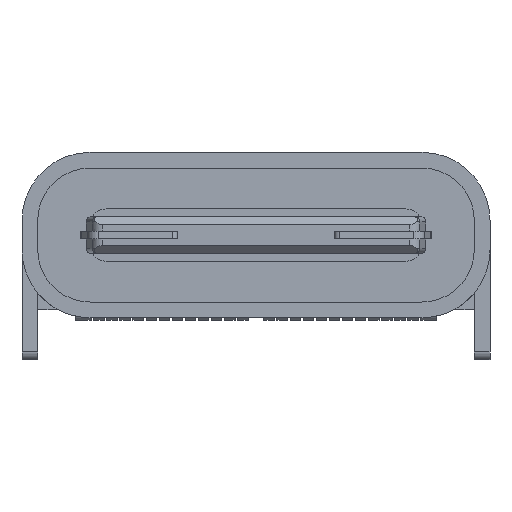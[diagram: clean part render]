
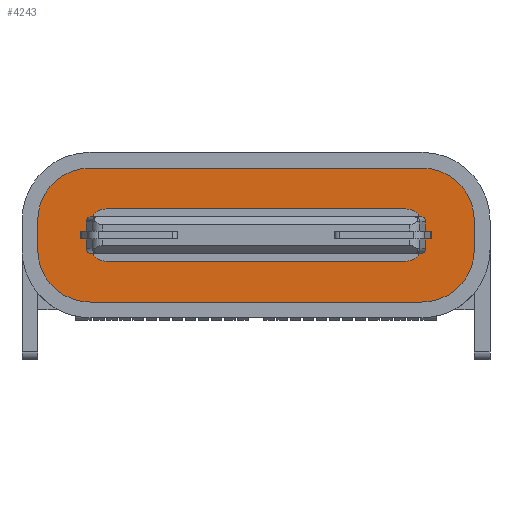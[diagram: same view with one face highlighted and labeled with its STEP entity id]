
A CAD part, front view. The second image highlights one B-rep face of the part: STEP entity #4243.
In plain terms, the highlighted planar face has unit normal (0, -1, 0).
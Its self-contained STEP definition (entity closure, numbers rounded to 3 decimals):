
#2405 = VERTEX_POINT('',#2406);
#2406 = CARTESIAN_POINT('',(3.17,0.5,0.4));
#2412 = EDGE_CURVE('',#2405,#2413,#2415,.T.);
#2413 = VERTEX_POINT('',#2414);
#2414 = CARTESIAN_POINT('',(-3.17,0.5,0.4));
#2415 = LINE('',#2416,#2417);
#2416 = CARTESIAN_POINT('',(3.17,0.5,0.4));
#2417 = VECTOR('',#2418,1.);
#2418 = DIRECTION('',(-1.,0.,0.));
#2524 = EDGE_CURVE('',#2525,#2527,#2529,.T.);
#2525 = VERTEX_POINT('',#2526);
#2526 = CARTESIAN_POINT('',(-3.17,0.5,2.96));
#2527 = VERTEX_POINT('',#2528);
#2528 = CARTESIAN_POINT('',(3.17,0.5,2.96));
#2529 = LINE('',#2530,#2531);
#2530 = CARTESIAN_POINT('',(-3.17,0.5,2.96));
#2531 = VECTOR('',#2532,1.);
#2532 = DIRECTION('',(1.,0.,0.));
#4225 = VERTEX_POINT('',#4226);
#4226 = CARTESIAN_POINT('',(-4.17,0.5,1.4));
#4232 = EDGE_CURVE('',#4225,#2413,#4233,.T.);
#4233 = CIRCLE('',#4234,1.);
#4234 = AXIS2_PLACEMENT_3D('',#4235,#4236,#4237);
#4235 = CARTESIAN_POINT('',(-3.17,0.5,1.4));
#4236 = DIRECTION('',(0.,-1.,0.));
#4237 = DIRECTION('',(0.,0.,1.));
#4243 = ADVANCED_FACE('',(#4244,#4314),#4358,.F.);
#4244 = FACE_BOUND('',#4245,.T.);
#4245 = EDGE_LOOP('',(#4246,#4257,#4265,#4274,#4282,#4291,#4299,#4308));
#4246 = ORIENTED_EDGE('',*,*,#4247,.F.);
#4247 = EDGE_CURVE('',#4248,#4250,#4252,.T.);
#4248 = VERTEX_POINT('',#4249);
#4249 = CARTESIAN_POINT('',(-3.165,0.5,1.48));
#4250 = VERTEX_POINT('',#4251);
#4251 = CARTESIAN_POINT('',(-2.865,0.5,1.18));
#4252 = CIRCLE('',#4253,0.3);
#4253 = AXIS2_PLACEMENT_3D('',#4254,#4255,#4256);
#4254 = CARTESIAN_POINT('',(-2.865,0.5,1.48));
#4255 = DIRECTION('',(0.,-1.,0.));
#4256 = DIRECTION('',(0.,0.,1.));
#4257 = ORIENTED_EDGE('',*,*,#4258,.F.);
#4258 = EDGE_CURVE('',#4259,#4248,#4261,.T.);
#4259 = VERTEX_POINT('',#4260);
#4260 = CARTESIAN_POINT('',(-3.165,0.5,1.88));
#4261 = LINE('',#4262,#4263);
#4262 = CARTESIAN_POINT('',(-3.165,0.5,1.88));
#4263 = VECTOR('',#4264,1.);
#4264 = DIRECTION('',(-0.,0.,-1.));
#4265 = ORIENTED_EDGE('',*,*,#4266,.F.);
#4266 = EDGE_CURVE('',#4267,#4259,#4269,.T.);
#4267 = VERTEX_POINT('',#4268);
#4268 = CARTESIAN_POINT('',(-2.865,0.5,2.18));
#4269 = CIRCLE('',#4270,0.3);
#4270 = AXIS2_PLACEMENT_3D('',#4271,#4272,#4273);
#4271 = CARTESIAN_POINT('',(-2.865,0.5,1.88));
#4272 = DIRECTION('',(0.,-1.,0.));
#4273 = DIRECTION('',(0.,0.,1.));
#4274 = ORIENTED_EDGE('',*,*,#4275,.F.);
#4275 = EDGE_CURVE('',#4276,#4267,#4278,.T.);
#4276 = VERTEX_POINT('',#4277);
#4277 = CARTESIAN_POINT('',(2.865,0.5,2.18));
#4278 = LINE('',#4279,#4280);
#4279 = CARTESIAN_POINT('',(0.,0.5,2.18));
#4280 = VECTOR('',#4281,1.);
#4281 = DIRECTION('',(-1.,0.,0.));
#4282 = ORIENTED_EDGE('',*,*,#4283,.F.);
#4283 = EDGE_CURVE('',#4284,#4276,#4286,.T.);
#4284 = VERTEX_POINT('',#4285);
#4285 = CARTESIAN_POINT('',(3.165,0.5,1.88));
#4286 = CIRCLE('',#4287,0.3);
#4287 = AXIS2_PLACEMENT_3D('',#4288,#4289,#4290);
#4288 = CARTESIAN_POINT('',(2.865,0.5,1.88));
#4289 = DIRECTION('',(0.,-1.,0.));
#4290 = DIRECTION('',(0.,0.,1.));
#4291 = ORIENTED_EDGE('',*,*,#4292,.F.);
#4292 = EDGE_CURVE('',#4293,#4284,#4295,.T.);
#4293 = VERTEX_POINT('',#4294);
#4294 = CARTESIAN_POINT('',(3.165,0.5,1.48));
#4295 = LINE('',#4296,#4297);
#4296 = CARTESIAN_POINT('',(3.165,0.5,1.48));
#4297 = VECTOR('',#4298,1.);
#4298 = DIRECTION('',(0.,0.,1.));
#4299 = ORIENTED_EDGE('',*,*,#4300,.F.);
#4300 = EDGE_CURVE('',#4301,#4293,#4303,.T.);
#4301 = VERTEX_POINT('',#4302);
#4302 = CARTESIAN_POINT('',(2.865,0.5,1.18));
#4303 = CIRCLE('',#4304,0.3);
#4304 = AXIS2_PLACEMENT_3D('',#4305,#4306,#4307);
#4305 = CARTESIAN_POINT('',(2.865,0.5,1.48));
#4306 = DIRECTION('',(0.,-1.,0.));
#4307 = DIRECTION('',(0.,0.,1.));
#4308 = ORIENTED_EDGE('',*,*,#4309,.F.);
#4309 = EDGE_CURVE('',#4250,#4301,#4310,.T.);
#4310 = LINE('',#4311,#4312);
#4311 = CARTESIAN_POINT('',(0.,0.5,1.18));
#4312 = VECTOR('',#4313,1.);
#4313 = DIRECTION('',(1.,0.,-0.));
#4314 = FACE_BOUND('',#4315,.T.);
#4315 = EDGE_LOOP('',(#4316,#4326,#4333,#4334,#4343,#4349,#4350,#4351));
#4316 = ORIENTED_EDGE('',*,*,#4317,.F.);
#4317 = EDGE_CURVE('',#4318,#4320,#4322,.T.);
#4318 = VERTEX_POINT('',#4319);
#4319 = CARTESIAN_POINT('',(4.17,0.5,1.96));
#4320 = VERTEX_POINT('',#4321);
#4321 = CARTESIAN_POINT('',(4.17,0.5,1.4));
#4322 = LINE('',#4323,#4324);
#4323 = CARTESIAN_POINT('',(4.17,0.5,1.68));
#4324 = VECTOR('',#4325,1.);
#4325 = DIRECTION('',(0.,0.,-1.));
#4326 = ORIENTED_EDGE('',*,*,#4327,.F.);
#4327 = EDGE_CURVE('',#2527,#4318,#4328,.T.);
#4328 = CIRCLE('',#4329,1.);
#4329 = AXIS2_PLACEMENT_3D('',#4330,#4331,#4332);
#4330 = CARTESIAN_POINT('',(3.17,0.5,1.96));
#4331 = DIRECTION('',(0.,1.,-0.));
#4332 = DIRECTION('',(0.,0.,1.));
#4333 = ORIENTED_EDGE('',*,*,#2524,.F.);
#4334 = ORIENTED_EDGE('',*,*,#4335,.F.);
#4335 = EDGE_CURVE('',#4336,#2525,#4338,.T.);
#4336 = VERTEX_POINT('',#4337);
#4337 = CARTESIAN_POINT('',(-4.17,0.5,1.96));
#4338 = CIRCLE('',#4339,1.);
#4339 = AXIS2_PLACEMENT_3D('',#4340,#4341,#4342);
#4340 = CARTESIAN_POINT('',(-3.17,0.5,1.96));
#4341 = DIRECTION('',(0.,1.,-0.));
#4342 = DIRECTION('',(0.,0.,1.));
#4343 = ORIENTED_EDGE('',*,*,#4344,.F.);
#4344 = EDGE_CURVE('',#4225,#4336,#4345,.T.);
#4345 = LINE('',#4346,#4347);
#4346 = CARTESIAN_POINT('',(-4.17,0.5,1.4));
#4347 = VECTOR('',#4348,1.);
#4348 = DIRECTION('',(0.,0.,1.));
#4349 = ORIENTED_EDGE('',*,*,#4232,.T.);
#4350 = ORIENTED_EDGE('',*,*,#2412,.F.);
#4351 = ORIENTED_EDGE('',*,*,#4352,.F.);
#4352 = EDGE_CURVE('',#4320,#2405,#4353,.T.);
#4353 = CIRCLE('',#4354,1.);
#4354 = AXIS2_PLACEMENT_3D('',#4355,#4356,#4357);
#4355 = CARTESIAN_POINT('',(3.17,0.5,1.4));
#4356 = DIRECTION('',(0.,1.,-0.));
#4357 = DIRECTION('',(0.,0.,1.));
#4358 = PLANE('',#4359);
#4359 = AXIS2_PLACEMENT_3D('',#4360,#4361,#4362);
#4360 = CARTESIAN_POINT('',(0.,0.5,1.68));
#4361 = DIRECTION('',(0.,1.,0.));
#4362 = DIRECTION('',(0.,0.,-1.));
